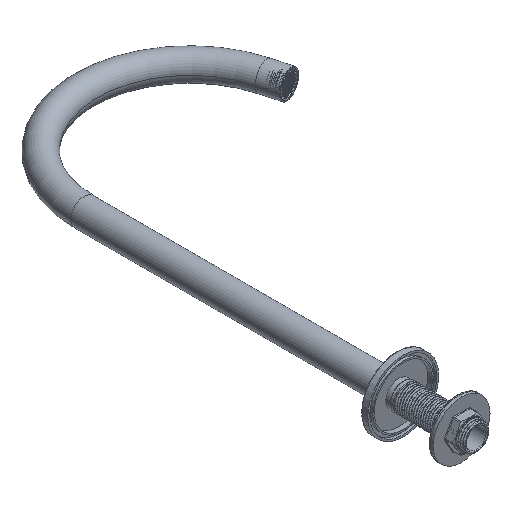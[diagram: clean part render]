
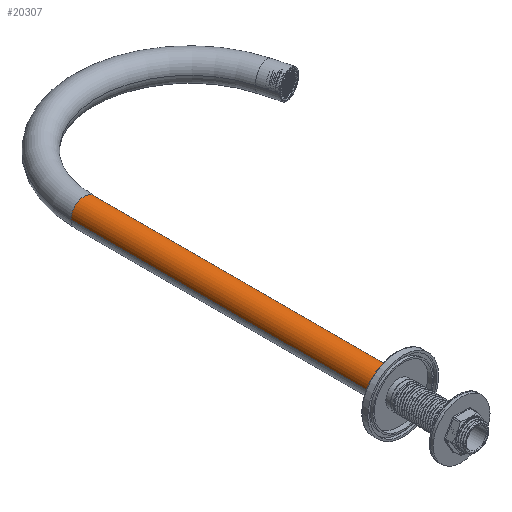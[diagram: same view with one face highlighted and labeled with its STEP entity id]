
A CAD part, isometric view. The second image highlights one B-rep face of the part: STEP entity #20307.
In plain terms, the highlighted cylindrical face has radius 10.3 mm (diameter 20.6 mm), a partial arc.
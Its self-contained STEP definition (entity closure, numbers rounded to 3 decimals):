
#19727=CARTESIAN_POINT('',(0.,0.,0.));
#19728=DIRECTION('',(0.,1.,0.));
#19729=DIRECTION('',(-1.,0.,0.));
#19730=AXIS2_PLACEMENT_3D('',#19727,#19728,#19729);
#19759=DIRECTION('',(0.,1.,0.));
#19760=VECTOR('',#19759,241.816);
#19761=CARTESIAN_POINT('',(-10.3,0.,0.));
#19762=LINE('',#19761,#19760);
#19766=DIRECTION('',(0.,1.,0.));
#19767=VECTOR('',#19766,241.816);
#19768=CARTESIAN_POINT('',(10.3,0.,0.));
#19769=LINE('',#19768,#19767);
#19789=CARTESIAN_POINT('',(0.,241.816,0.));
#19790=DIRECTION('',(0.,1.,0.));
#19791=DIRECTION('',(-1.,0.,0.));
#19792=AXIS2_PLACEMENT_3D('',#19789,#19790,#19791);
#20203=CARTESIAN_POINT('',(-10.3,0.,0.));
#20204=CARTESIAN_POINT('',(10.3,0.,0.));
#20205=VERTEX_POINT('',#20203);
#20206=VERTEX_POINT('',#20204);
#20207=CARTESIAN_POINT('',(-10.3,241.816,0.));
#20208=CARTESIAN_POINT('',(10.3,241.816,0.));
#20209=VERTEX_POINT('',#20207);
#20210=VERTEX_POINT('',#20208);
#20293=CARTESIAN_POINT('',(0.,0.,0.));
#20294=DIRECTION('',(0.,1.,0.));
#20295=DIRECTION('',(-1.,0.,0.));
#20296=AXIS2_PLACEMENT_3D('',#20293,#20294,#20295);
#20297=CYLINDRICAL_SURFACE('',#20296,10.3);
#20298=ORIENTED_EDGE('',*,*,#20280,.F.);
#20300=ORIENTED_EDGE('',*,*,#20299,.T.);
#20302=ORIENTED_EDGE('',*,*,#20301,.T.);
#20304=ORIENTED_EDGE('',*,*,#20303,.F.);
#20305=EDGE_LOOP('',(#20298,#20300,#20302,#20304));
#20306=FACE_OUTER_BOUND('',#20305,.F.);
#20307=ADVANCED_FACE('',(#20306),#20297,.T.);
#19731=CIRCLE('',#19730,10.3);
#19793=CIRCLE('',#19792,10.3);
#20280=EDGE_CURVE('',#20205,#20206,#19731,.T.);
#20299=EDGE_CURVE('',#20205,#20209,#19762,.T.);
#20301=EDGE_CURVE('',#20209,#20210,#19793,.T.);
#20303=EDGE_CURVE('',#20206,#20210,#19769,.T.);
